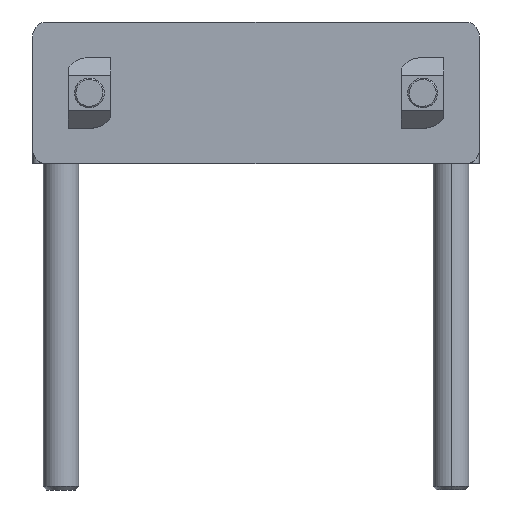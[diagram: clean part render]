
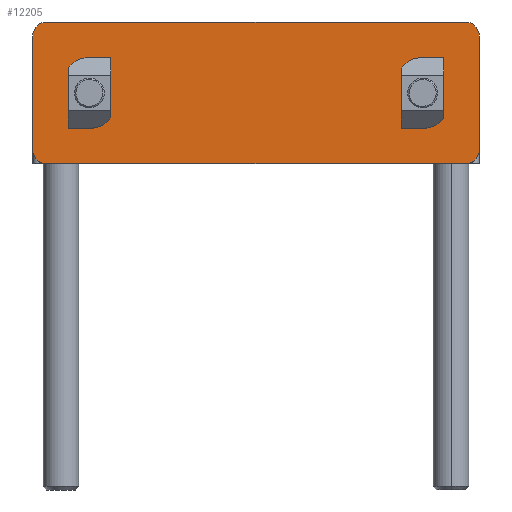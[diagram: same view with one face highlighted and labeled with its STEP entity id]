
A CAD part, front view. The second image highlights one B-rep face of the part: STEP entity #12205.
In plain terms, the highlighted planar face has unit normal (0, -1, 0).
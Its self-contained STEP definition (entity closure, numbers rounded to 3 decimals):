
#315 = PLANE ( 'NONE',  #10504 ) ;
#470 = VECTOR ( 'NONE', #17931, 1000. ) ;
#902 = EDGE_CURVE ( 'NONE', #18161, #17181, #12569, .T. ) ;
#1299 = CARTESIAN_POINT ( 'NONE',  ( 61., 0., 0. ) ) ;
#1500 = AXIS2_PLACEMENT_3D ( 'NONE', #3992, #28414, #22510 ) ;
#1778 = AXIS2_PLACEMENT_3D ( 'NONE', #17257, #3981, #19530 ) ;
#2115 = CARTESIAN_POINT ( 'NONE',  ( 0., 0., -18. ) ) ;
#2585 = DIRECTION ( 'NONE',  ( 0., 0., -1. ) ) ;
#2739 = EDGE_CURVE ( 'NONE', #32697, #26864, #7456, .T. ) ;
#2980 = CARTESIAN_POINT ( 'NONE',  ( 63., 0., -2. ) ) ;
#3186 = VECTOR ( 'NONE', #13100, 1000. ) ;
#3840 = EDGE_LOOP ( 'NONE', ( #7410, #24523 ) ) ;
#3981 = DIRECTION ( 'NONE',  ( 0., 1., 0. ) ) ;
#3992 = CARTESIAN_POINT ( 'NONE',  ( 61., 0., -2. ) ) ;
#5017 = CARTESIAN_POINT ( 'NONE',  ( 55., 0., -10. ) ) ;
#7228 = DIRECTION ( 'NONE',  ( 0., 0., -1. ) ) ;
#7410 = ORIENTED_EDGE ( 'NONE', *, *, #14032, .T. ) ;
#7447 = CARTESIAN_POINT ( 'NONE',  ( 0., 0., -20. ) ) ;
#7456 = CIRCLE ( 'NONE', #30298, 2.65 ) ;
#8386 = ORIENTED_EDGE ( 'NONE', *, *, #26199, .F. ) ;
#9119 = CIRCLE ( 'NONE', #21416, 2.65 ) ;
#9201 = EDGE_CURVE ( 'NONE', #30825, #17181, #10072, .T. ) ;
#9593 = ORIENTED_EDGE ( 'NONE', *, *, #16665, .T. ) ;
#9661 = DIRECTION ( 'NONE',  ( 0., 0., 1. ) ) ;
#10072 = LINE ( 'NONE', #7447, #32300 ) ;
#10409 = AXIS2_PLACEMENT_3D ( 'NONE', #14745, #24860, #11598 ) ;
#10504 = AXIS2_PLACEMENT_3D ( 'NONE', #10778, #13056, #2585 ) ;
#10778 = CARTESIAN_POINT ( 'NONE',  ( 0., 0., 0. ) ) ;
#11048 = VECTOR ( 'NONE', #23162, 1000. ) ;
#11149 = EDGE_CURVE ( 'NONE', #29729, #23155, #15487, .T. ) ;
#11598 = DIRECTION ( 'NONE',  ( 0., 0., -1. ) ) ;
#11903 = ORIENTED_EDGE ( 'NONE', *, *, #17714, .T. ) ;
#11959 = CARTESIAN_POINT ( 'NONE',  ( 63., 0., -18. ) ) ;
#12093 = CARTESIAN_POINT ( 'NONE',  ( 8., 0., -7.35 ) ) ;
#12205 = ADVANCED_FACE ( 'NONE', ( #26490, #16373, #26662 ), #315, .T. ) ;
#12507 = ORIENTED_EDGE ( 'NONE', *, *, #17699, .T. ) ;
#12569 = CIRCLE ( 'NONE', #29269, 2. ) ;
#12624 = CARTESIAN_POINT ( 'NONE',  ( 8., 0., -10. ) ) ;
#12790 = DIRECTION ( 'NONE',  ( 0., 0., 1. ) ) ;
#12933 = LINE ( 'NONE', #31076, #3186 ) ;
#12979 = ORIENTED_EDGE ( 'NONE', *, *, #9201, .F. ) ;
#13056 = DIRECTION ( 'NONE',  ( 0., -1., 0. ) ) ;
#13100 = DIRECTION ( 'NONE',  ( 0., 0., 1. ) ) ;
#13833 = CARTESIAN_POINT ( 'NONE',  ( 8., 0., -12.65 ) ) ;
#14032 = EDGE_CURVE ( 'NONE', #23155, #29729, #9119, .T. ) ;
#14745 = CARTESIAN_POINT ( 'NONE',  ( 2., 0., -2. ) ) ;
#15487 = CIRCLE ( 'NONE', #31099, 2.65 ) ;
#15510 = CARTESIAN_POINT ( 'NONE',  ( 61., 0., -20. ) ) ;
#16005 = AXIS2_PLACEMENT_3D ( 'NONE', #17189, #22263, #32865 ) ;
#16373 = FACE_OUTER_BOUND ( 'NONE', #23693, .T. ) ;
#16665 = EDGE_CURVE ( 'NONE', #17242, #29916, #29345, .T. ) ;
#17035 = CARTESIAN_POINT ( 'NONE',  ( 0., 0., -2. ) ) ;
#17181 = VERTEX_POINT ( 'NONE', #31927 ) ;
#17189 = CARTESIAN_POINT ( 'NONE',  ( 61., 0., -18. ) ) ;
#17242 = VERTEX_POINT ( 'NONE', #2980 ) ;
#17257 = CARTESIAN_POINT ( 'NONE',  ( 8., 0., -10. ) ) ;
#17440 = CARTESIAN_POINT ( 'NONE',  ( 55., 0., -7.35 ) ) ;
#17699 = EDGE_CURVE ( 'NONE', #18514, #24820, #24928, .T. ) ;
#17714 = EDGE_CURVE ( 'NONE', #30825, #21224, #31043, .T. ) ;
#17931 = DIRECTION ( 'NONE',  ( 0., 0., -1. ) ) ;
#18024 = DIRECTION ( 'NONE',  ( 0., 1., 0. ) ) ;
#18161 = VERTEX_POINT ( 'NONE', #2115 ) ;
#18514 = VERTEX_POINT ( 'NONE', #32235 ) ;
#19530 = DIRECTION ( 'NONE',  ( 0., 0., 1. ) ) ;
#19945 = EDGE_CURVE ( 'NONE', #18514, #29916, #31848, .T. ) ;
#20673 = CARTESIAN_POINT ( 'NONE',  ( 2., 0., -18. ) ) ;
#20815 = DIRECTION ( 'NONE',  ( 0., 1., 0. ) ) ;
#21148 = EDGE_LOOP ( 'NONE', ( #22061, #23836 ) ) ;
#21224 = VERTEX_POINT ( 'NONE', #11959 ) ;
#21416 = AXIS2_PLACEMENT_3D ( 'NONE', #23265, #18024, #12790 ) ;
#22061 = ORIENTED_EDGE ( 'NONE', *, *, #2739, .T. ) ;
#22152 = CARTESIAN_POINT ( 'NONE',  ( 55., 0., -12.65 ) ) ;
#22263 = DIRECTION ( 'NONE',  ( 0., -1., 0. ) ) ;
#22510 = DIRECTION ( 'NONE',  ( 0., 0., -1. ) ) ;
#23155 = VERTEX_POINT ( 'NONE', #22152 ) ;
#23162 = DIRECTION ( 'NONE',  ( 1., 0., 0. ) ) ;
#23265 = CARTESIAN_POINT ( 'NONE',  ( 55., 0., -10. ) ) ;
#23672 = ORIENTED_EDGE ( 'NONE', *, *, #902, .T. ) ;
#23693 = EDGE_LOOP ( 'NONE', ( #30144, #23672, #12979, #11903, #8386, #9593, #26978, #12507 ) ) ;
#23836 = ORIENTED_EDGE ( 'NONE', *, *, #34492, .T. ) ;
#24037 = DIRECTION ( 'NONE',  ( 0., 0., 1. ) ) ;
#24207 = DIRECTION ( 'NONE',  ( 0., 1., 0. ) ) ;
#24523 = ORIENTED_EDGE ( 'NONE', *, *, #11149, .T. ) ;
#24820 = VERTEX_POINT ( 'NONE', #17035 ) ;
#24860 = DIRECTION ( 'NONE',  ( 0., -1., 0. ) ) ;
#24928 = CIRCLE ( 'NONE', #10409, 2. ) ;
#26069 = DIRECTION ( 'NONE',  ( 0., -1., 0. ) ) ;
#26199 = EDGE_CURVE ( 'NONE', #17242, #21224, #29079, .T. ) ;
#26490 = FACE_BOUND ( 'NONE', #3840, .T. ) ;
#26662 = FACE_BOUND ( 'NONE', #21148, .T. ) ;
#26864 = VERTEX_POINT ( 'NONE', #12093 ) ;
#26978 = ORIENTED_EDGE ( 'NONE', *, *, #19945, .F. ) ;
#28406 = DIRECTION ( 'NONE',  ( -1., 0., 0. ) ) ;
#28414 = DIRECTION ( 'NONE',  ( 0., -1., 0. ) ) ;
#29079 = LINE ( 'NONE', #31341, #470 ) ;
#29269 = AXIS2_PLACEMENT_3D ( 'NONE', #20673, #26069, #7228 ) ;
#29345 = CIRCLE ( 'NONE', #1500, 2. ) ;
#29729 = VERTEX_POINT ( 'NONE', #17440 ) ;
#29916 = VERTEX_POINT ( 'NONE', #1299 ) ;
#30144 = ORIENTED_EDGE ( 'NONE', *, *, #30389, .F. ) ;
#30298 = AXIS2_PLACEMENT_3D ( 'NONE', #12624, #20815, #9661 ) ;
#30389 = EDGE_CURVE ( 'NONE', #18161, #24820, #12933, .T. ) ;
#30825 = VERTEX_POINT ( 'NONE', #15510 ) ;
#31043 = CIRCLE ( 'NONE', #16005, 2. ) ;
#31076 = CARTESIAN_POINT ( 'NONE',  ( 0., 0., 0. ) ) ;
#31099 = AXIS2_PLACEMENT_3D ( 'NONE', #5017, #24207, #24037 ) ;
#31341 = CARTESIAN_POINT ( 'NONE',  ( 63., 0., 0. ) ) ;
#31494 = CARTESIAN_POINT ( 'NONE',  ( 0., 0., 0. ) ) ;
#31848 = LINE ( 'NONE', #31494, #11048 ) ;
#31851 = CIRCLE ( 'NONE', #1778, 2.65 ) ;
#31927 = CARTESIAN_POINT ( 'NONE',  ( 2., 0., -20. ) ) ;
#32235 = CARTESIAN_POINT ( 'NONE',  ( 2., 0., 0. ) ) ;
#32300 = VECTOR ( 'NONE', #28406, 1000. ) ;
#32697 = VERTEX_POINT ( 'NONE', #13833 ) ;
#32865 = DIRECTION ( 'NONE',  ( 0., 0., -1. ) ) ;
#34492 = EDGE_CURVE ( 'NONE', #26864, #32697, #31851, .T. ) ;
